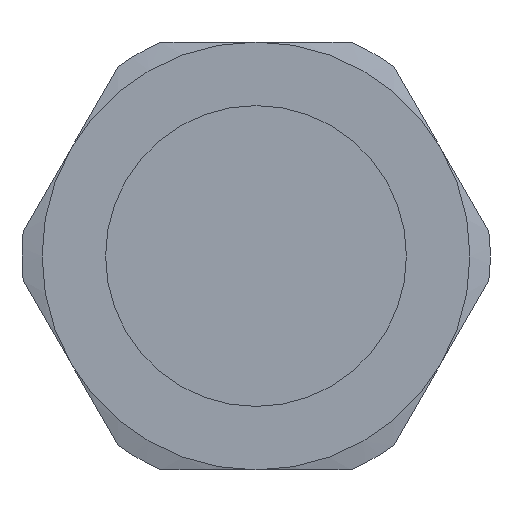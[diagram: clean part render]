
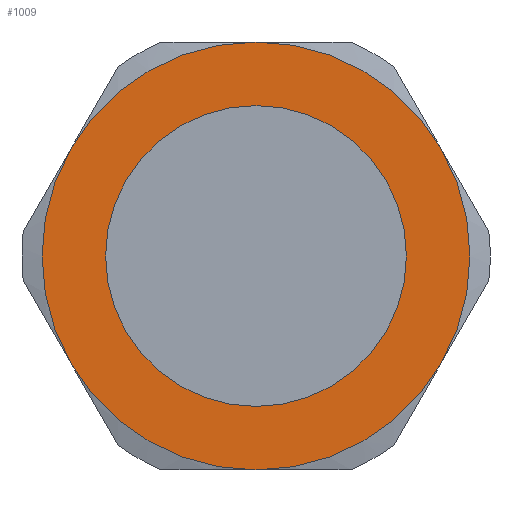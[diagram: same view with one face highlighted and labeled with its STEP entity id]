
A CAD part, left-side view. The second image highlights one B-rep face of the part: STEP entity #1009.
In plain terms, the highlighted planar face has unit normal (-1, 0, 0).
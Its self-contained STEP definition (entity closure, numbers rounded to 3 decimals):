
#23=PLANE('',#1144);
#296=ORIENTED_EDGE('',*,*,#554,.F.);
#297=ORIENTED_EDGE('',*,*,#453,.F.);
#298=ORIENTED_EDGE('',*,*,#457,.F.);
#299=ORIENTED_EDGE('',*,*,#461,.F.);
#300=ORIENTED_EDGE('',*,*,#447,.F.);
#301=ORIENTED_EDGE('',*,*,#449,.F.);
#302=ORIENTED_EDGE('',*,*,#547,.T.);
#447=EDGE_CURVE('',#589,#590,#682,.T.);
#449=EDGE_CURVE('',#591,#589,#683,.T.);
#453=EDGE_CURVE('',#594,#595,#685,.T.);
#457=EDGE_CURVE('',#598,#594,#687,.T.);
#461=EDGE_CURVE('',#590,#598,#689,.T.);
#547=EDGE_CURVE('',#653,#653,#723,.T.);
#554=EDGE_CURVE('',#595,#591,#730,.T.);
#589=VERTEX_POINT('',#1521);
#590=VERTEX_POINT('',#1523);
#591=VERTEX_POINT('',#1530);
#594=VERTEX_POINT('',#1544);
#595=VERTEX_POINT('',#1545);
#598=VERTEX_POINT('',#1559);
#653=VERTEX_POINT('',#1834);
#682=CIRCLE('',#1059,16.);
#683=CIRCLE('',#1061,16.);
#685=CIRCLE('',#1064,16.);
#687=CIRCLE('',#1067,16.);
#689=CIRCLE('',#1070,16.);
#723=CIRCLE('',#1131,11.);
#730=CIRCLE('',#1145,16.);
#796=EDGE_LOOP('',(#296,#297,#298,#299,#300,#301));
#797=EDGE_LOOP('',(#302));
#892=FACE_BOUND('',#796,.T.);
#893=FACE_BOUND('',#797,.T.);
#1009=ADVANCED_FACE('',(#892,#893),#23,.F.);
#1059=AXIS2_PLACEMENT_3D('',#1522,#1206,#1207);
#1061=AXIS2_PLACEMENT_3D('',#1529,#1210,#1211);
#1064=AXIS2_PLACEMENT_3D('',#1543,#1216,#1217);
#1067=AXIS2_PLACEMENT_3D('',#1558,#1222,#1223);
#1070=AXIS2_PLACEMENT_3D('',#1572,#1228,#1229);
#1131=AXIS2_PLACEMENT_3D('',#1833,#1370,#1371);
#1144=AXIS2_PLACEMENT_3D('',#1853,#1396,#1397);
#1145=AXIS2_PLACEMENT_3D('',#1854,#1398,#1399);
#1206=DIRECTION('',(1.,0.,0.));
#1207=DIRECTION('',(0.,0.,-1.));
#1210=DIRECTION('',(1.,0.,0.));
#1211=DIRECTION('',(0.,0.,-1.));
#1216=DIRECTION('',(1.,0.,0.));
#1217=DIRECTION('',(0.,0.,-1.));
#1222=DIRECTION('',(1.,0.,0.));
#1223=DIRECTION('',(0.,0.,-1.));
#1228=DIRECTION('',(1.,0.,0.));
#1229=DIRECTION('',(0.,0.,-1.));
#1370=DIRECTION('',(1.,0.,0.));
#1371=DIRECTION('',(0.,0.,-1.));
#1396=DIRECTION('',(1.,0.,0.));
#1397=DIRECTION('',(0.,0.,-1.));
#1398=DIRECTION('',(1.,0.,0.));
#1399=DIRECTION('',(0.,0.,-1.));
#1521=CARTESIAN_POINT('',(30.166,0.,16.));
#1522=CARTESIAN_POINT('',(30.166,0.,0.));
#1523=CARTESIAN_POINT('',(30.166,-13.856,8.));
#1529=CARTESIAN_POINT('',(30.166,0.,0.));
#1530=CARTESIAN_POINT('',(30.166,13.856,8.));
#1543=CARTESIAN_POINT('',(30.166,0.,0.));
#1544=CARTESIAN_POINT('',(30.166,0.,-16.));
#1545=CARTESIAN_POINT('',(30.166,13.856,-8.));
#1558=CARTESIAN_POINT('',(30.166,0.,0.));
#1559=CARTESIAN_POINT('',(30.166,-13.856,-8.));
#1572=CARTESIAN_POINT('',(30.166,0.,0.));
#1833=CARTESIAN_POINT('',(30.166,0.,0.));
#1834=CARTESIAN_POINT('',(30.166,0.,-11.));
#1853=CARTESIAN_POINT('',(30.166,0.,0.));
#1854=CARTESIAN_POINT('',(30.166,0.,0.));
